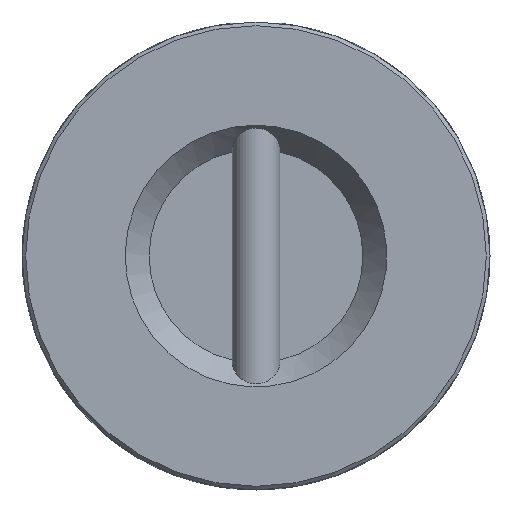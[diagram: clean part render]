
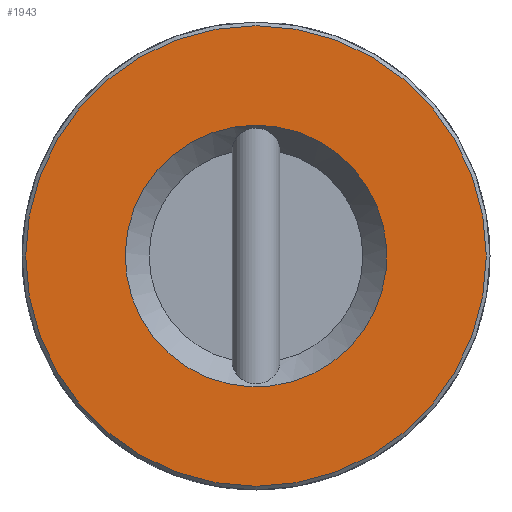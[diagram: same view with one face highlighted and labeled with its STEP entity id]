
A CAD part, front view. The second image highlights one B-rep face of the part: STEP entity #1943.
In plain terms, the highlighted planar face has unit normal (0, -1, 0).
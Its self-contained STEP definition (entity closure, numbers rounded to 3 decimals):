
#131 = CARTESIAN_POINT ( 'NONE',  ( 35.5, 0., 0. ) ) ;
#284 = DIRECTION ( 'NONE',  ( 0., -1., 0. ) ) ;
#291 = CARTESIAN_POINT ( 'NONE',  ( 0., 0., 0. ) ) ;
#294 = CARTESIAN_POINT ( 'NONE',  ( 0., 0., 35.5 ) ) ;
#321 = FACE_OUTER_BOUND ( 'NONE', #541, .T. ) ;
#342 = VERTEX_POINT ( 'NONE', #294 ) ;
#449 = CIRCLE ( 'NONE', #1297, 35.5 ) ;
#541 = EDGE_LOOP ( 'NONE', ( #1292 ) ) ;
#623 = DIRECTION ( 'NONE',  ( 0., 0., 1. ) ) ;
#975 = AXIS2_PLACEMENT_3D ( 'NONE', #131, #1497, #2161 ) ;
#1100 = AXIS2_PLACEMENT_3D ( 'NONE', #291, #284, #623 ) ;
#1164 = EDGE_CURVE ( 'NONE', #342, #342, #449, .T. ) ;
#1229 = DIRECTION ( 'NONE',  ( 0., 1., 0. ) ) ;
#1292 = ORIENTED_EDGE ( 'NONE', *, *, #1542, .T. ) ;
#1297 = AXIS2_PLACEMENT_3D ( 'NONE', #1556, #1229, #1900 ) ;
#1375 = EDGE_LOOP ( 'NONE', ( #1609 ) ) ;
#1497 = DIRECTION ( 'NONE',  ( 0., 1., 0. ) ) ;
#1542 = EDGE_CURVE ( 'NONE', #1676, #1676, #1970, .T. ) ;
#1556 = CARTESIAN_POINT ( 'NONE',  ( 0., 0., 0. ) ) ;
#1609 = ORIENTED_EDGE ( 'NONE', *, *, #1164, .T. ) ;
#1643 = CARTESIAN_POINT ( 'NONE',  ( 0., 0., 62.5 ) ) ;
#1676 = VERTEX_POINT ( 'NONE', #1643 ) ;
#1900 = DIRECTION ( 'NONE',  ( 0., 0., 1. ) ) ;
#1943 = ADVANCED_FACE ( 'NONE', ( #321, #2176 ), #1991, .F. ) ;
#1970 = CIRCLE ( 'NONE', #1100, 62.5 ) ;
#1991 = PLANE ( 'NONE',  #975 ) ;
#2161 = DIRECTION ( 'NONE',  ( 0., 0., 1. ) ) ;
#2176 = FACE_BOUND ( 'NONE', #1375, .T. ) ;
